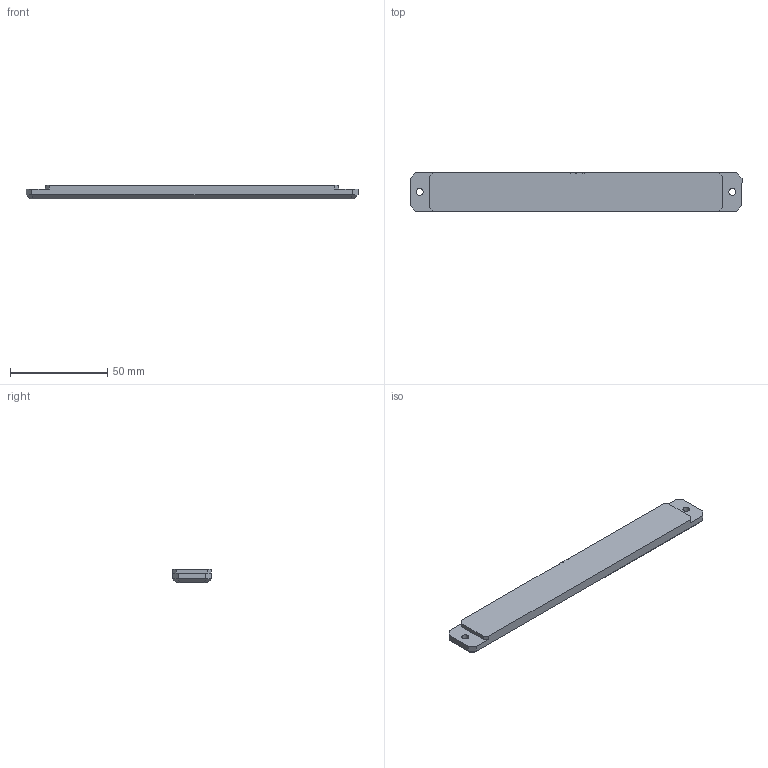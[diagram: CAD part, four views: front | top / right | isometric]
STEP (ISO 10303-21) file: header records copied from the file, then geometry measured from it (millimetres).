
FILE_DESCRIPTION(/* description */ (''),/* implementation_level */ '2;1');
FILE_NAME(/* name */ 'Front Panel - Template.step',/* time_stamp */ '2023-07-23T04:29:20-05:00',/* author */ (''),/* organization */ (''),/* preprocessor_version */ 'ST-DEVELOPER v19.2',/* originating_system */ 'Autodesk Translation Framework v12.6.0.85',/* authorisation */ '');
FILE_SCHEMA (('AUTOMOTIVE_DESIGN { 1 0 10303 214 3 1 1 }'));
Length unit declared in the file: millimetre
Products named in the file (1): Front Panel - Template
Bounding box: 170.99 x 20 x 7 mm (x, y, z)
Volume: 22185.2 mm3; surface area: 8993.4 mm2
Topology: 1 solids, 1 shells, 48 faces, 126 edges, 80 vertices
Faces by surface type: plane 40, bspline 6, cylinder 2
Full cylindrical faces by diameter (mm): 3.6 x2
Entity records: 1542 total; most frequent: CARTESIAN_POINT 362, ORIENTED_EDGE 252, DIRECTION 203, EDGE_CURVE 126, LINE 109, VECTOR 109, VERTEX_POINT 80, EDGE_LOOP 52
